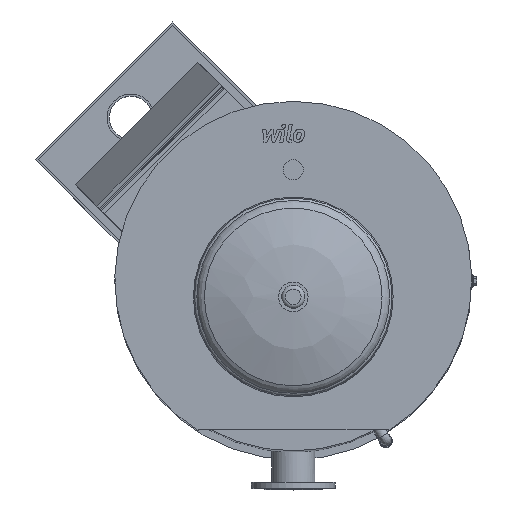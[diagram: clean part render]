
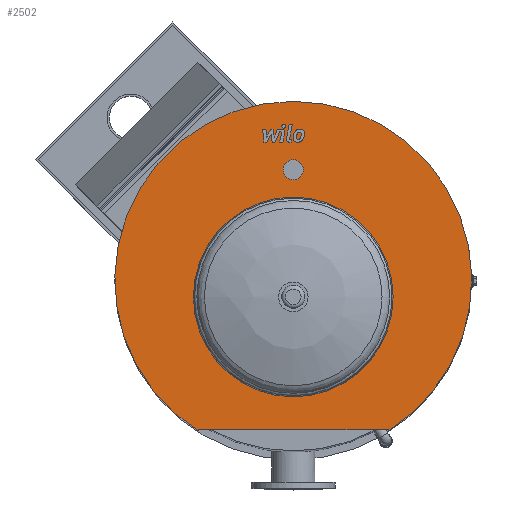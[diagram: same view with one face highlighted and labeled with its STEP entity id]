
A CAD part, top view. The second image highlights one B-rep face of the part: STEP entity #2502.
In plain terms, the highlighted planar face has unit normal (0, 0, 1).
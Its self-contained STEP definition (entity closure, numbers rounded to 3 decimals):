
#125=LINE('',#3958,#306);
#130=LINE('',#3967,#311);
#133=LINE('',#3973,#314);
#306=VECTOR('',#3095,10.);
#311=VECTOR('',#3102,10.);
#314=VECTOR('',#3107,10.);
#519=PLANE('',#2755);
#644=FACE_BOUND('',#965,.T.);
#645=FACE_BOUND('',#966,.T.);
#733=FACE_OUTER_BOUND('',#964,.T.);
#964=EDGE_LOOP('',(#1964,#1965,#1966,#1967));
#965=EDGE_LOOP('',(#1968));
#966=EDGE_LOOP('',(#1969));
#1129=CIRCLE('',#2722,26.5);
#1142=CIRCLE('',#2745,263.);
#1146=CIRCLE('',#2754,470.);
#1243=VERTEX_POINT('',#3955);
#1244=VERTEX_POINT('',#3957);
#1247=VERTEX_POINT('',#3965);
#1249=VERTEX_POINT('',#3970);
#1251=VERTEX_POINT('',#3979);
#1264=VERTEX_POINT('',#4045);
#1498=EDGE_CURVE('',#1244,#1243,#125,.T.);
#1503=EDGE_CURVE('',#1243,#1247,#130,.T.);
#1506=EDGE_CURVE('',#1249,#1244,#133,.T.);
#1509=EDGE_CURVE('',#1251,#1251,#1129,.T.);
#1523=EDGE_CURVE('',#1264,#1264,#1142,.T.);
#1527=EDGE_CURVE('',#1247,#1249,#1146,.T.);
#1964=ORIENTED_EDGE('',*,*,#1503,.T.);
#1965=ORIENTED_EDGE('',*,*,#1527,.T.);
#1966=ORIENTED_EDGE('',*,*,#1506,.T.);
#1967=ORIENTED_EDGE('',*,*,#1498,.T.);
#1968=ORIENTED_EDGE('',*,*,#1509,.T.);
#1969=ORIENTED_EDGE('',*,*,#1523,.T.);
#2502=ADVANCED_FACE('',(#733,#644,#645),#519,.T.);
#2722=AXIS2_PLACEMENT_3D('',#3980,#3116,#3117);
#2745=AXIS2_PLACEMENT_3D('',#4046,#3162,#3163);
#2754=AXIS2_PLACEMENT_3D('',#4058,#3180,#3181);
#2755=AXIS2_PLACEMENT_3D('',#4059,#3182,#3183);
#3095=DIRECTION('',(1.,0.,0.));
#3102=DIRECTION('',(0.,-1.,0.));
#3107=DIRECTION('',(0.,1.,0.));
#3116=DIRECTION('center_axis',(0.,0.,
-1.));
#3117=DIRECTION('ref_axis',(0.,-1.,0.));
#3162=DIRECTION('center_axis',(0.,0.,
-1.));
#3163=DIRECTION('ref_axis',(0.,-1.,0.));
#3180=DIRECTION('center_axis',(0.,0.,
1.));
#3181=DIRECTION('ref_axis',(0.,-1.,0.));
#3182=DIRECTION('center_axis',(0.,0.,
1.));
#3183=DIRECTION('ref_axis',(1.,0.,0.));
#3955=CARTESIAN_POINT('',(250.,-395.,2000.));
#3957=CARTESIAN_POINT('',(-250.,-395.,2000.));
#3958=CARTESIAN_POINT('',(0.,-395.,2000.));
#3965=CARTESIAN_POINT('',(250.,-397.995,2000.));
#3967=CARTESIAN_POINT('',(250.,-352.5,2000.));
#3970=CARTESIAN_POINT('',(-250.,-397.995,2000.));
#3973=CARTESIAN_POINT('',(-250.,-352.5,2000.));
#3979=CARTESIAN_POINT('',(0.,316.5,2000.));
#3980=CARTESIAN_POINT('Origin',(0.,290.,2000.));
#4045=CARTESIAN_POINT('',(0.,-308.,2000.));
#4046=CARTESIAN_POINT('Origin',(0.,-45.,
2000.));
#4058=CARTESIAN_POINT('Origin',(0.,0.,
2000.));
#4059=CARTESIAN_POINT('Origin',(0.,-235.,
2000.));
